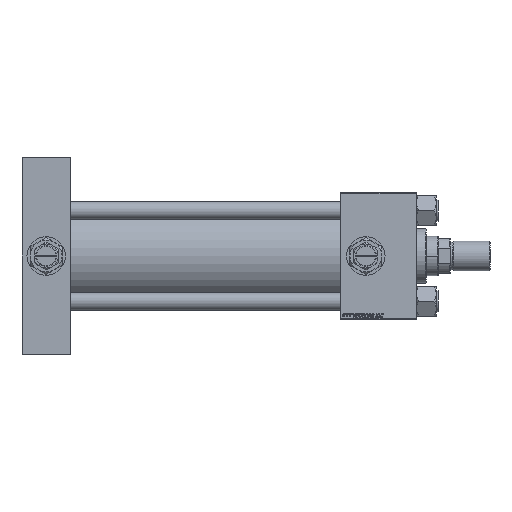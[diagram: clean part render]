
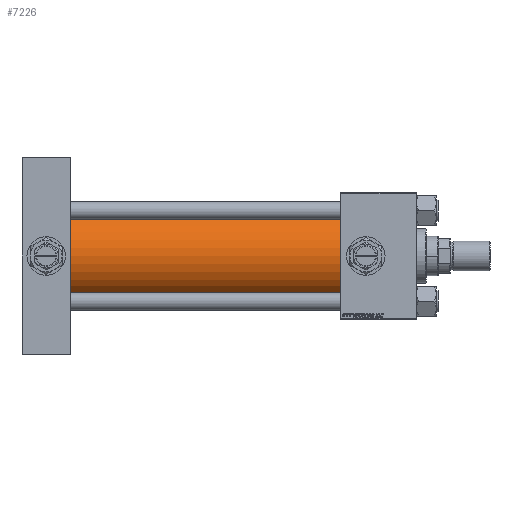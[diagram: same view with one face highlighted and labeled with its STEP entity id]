
A CAD part, front view. The second image highlights one B-rep face of the part: STEP entity #7226.
In plain terms, the highlighted cylindrical face has radius 43 mm (diameter 86 mm), a partial arc.
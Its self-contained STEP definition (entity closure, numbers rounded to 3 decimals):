
#1190 = EDGE_CURVE ( 'NONE', #36898, #15648, #42611, .T. ) ;
#3435 = VERTEX_POINT ( 'NONE', #37100 ) ;
#4786 = VECTOR ( 'NONE', #40799, 1000. ) ;
#5030 = ORIENTED_EDGE ( 'NONE', *, *, #1190, .F. ) ;
#6114 = DIRECTION ( 'NONE',  ( 1., 0., 0. ) ) ;
#6672 = ORIENTED_EDGE ( 'NONE', *, *, #26193, .T. ) ;
#7226 = ADVANCED_FACE ( 'NONE', ( #29140 ), #8718, .T. ) ;
#8066 = CARTESIAN_POINT ( 'NONE',  ( 290., 0., -43. ) ) ;
#8204 = DIRECTION ( 'NONE',  ( -1., 0., 0. ) ) ;
#8483 = CARTESIAN_POINT ( 'NONE',  ( 44., 0., 43. ) ) ;
#8718 = CYLINDRICAL_SURFACE ( 'NONE', #39437, 43. ) ;
#11764 = EDGE_CURVE ( 'NONE', #26490, #3435, #37590, .T. ) ;
#15648 = VERTEX_POINT ( 'NONE', #26847 ) ;
#18195 = DIRECTION ( 'NONE',  ( 0., 0., -1. ) ) ;
#18210 = DIRECTION ( 'NONE',  ( 1., 0., 0. ) ) ;
#20920 = CARTESIAN_POINT ( 'NONE',  ( 290., 0., 43. ) ) ;
#22206 = CARTESIAN_POINT ( 'NONE',  ( 290., 0., 0. ) ) ;
#25324 = ORIENTED_EDGE ( 'NONE', *, *, #11764, .T. ) ;
#26193 = EDGE_CURVE ( 'NONE', #36898, #26490, #46647, .T. ) ;
#26490 = VERTEX_POINT ( 'NONE', #8483 ) ;
#26847 = CARTESIAN_POINT ( 'NONE',  ( 290., 0., -43. ) ) ;
#29140 = FACE_OUTER_BOUND ( 'NONE', #43897, .T. ) ;
#30214 = DIRECTION ( 'NONE',  ( 0., 0., 1. ) ) ;
#31500 = AXIS2_PLACEMENT_3D ( 'NONE', #22206, #6114, #18195 ) ;
#36263 = LINE ( 'NONE', #8066, #4786 ) ;
#36552 = DIRECTION ( 'NONE',  ( -1., 0., 0. ) ) ;
#36898 = VERTEX_POINT ( 'NONE', #20920 ) ;
#37100 = CARTESIAN_POINT ( 'NONE',  ( 44., 0., -43. ) ) ;
#37590 = CIRCLE ( 'NONE', #44563, 43. ) ;
#39437 = AXIS2_PLACEMENT_3D ( 'NONE', #41462, #8204, #30214 ) ;
#40799 = DIRECTION ( 'NONE',  ( -1., 0., 0. ) ) ;
#41462 = CARTESIAN_POINT ( 'NONE',  ( 290., 0., 0. ) ) ;
#42352 = CARTESIAN_POINT ( 'NONE',  ( 290., 0., 43. ) ) ;
#42611 = CIRCLE ( 'NONE', #31500, 43. ) ;
#43124 = VECTOR ( 'NONE', #36552, 1000. ) ;
#43897 = EDGE_LOOP ( 'NONE', ( #45929, #5030, #6672, #25324 ) ) ;
#44563 = AXIS2_PLACEMENT_3D ( 'NONE', #49887, #18210, #46932 ) ;
#45929 = ORIENTED_EDGE ( 'NONE', *, *, #48563, .F. ) ;
#46647 = LINE ( 'NONE', #42352, #43124 ) ;
#46932 = DIRECTION ( 'NONE',  ( 0., 0., 1. ) ) ;
#48563 = EDGE_CURVE ( 'NONE', #15648, #3435, #36263, .T. ) ;
#49887 = CARTESIAN_POINT ( 'NONE',  ( 44., 0., 0. ) ) ;
